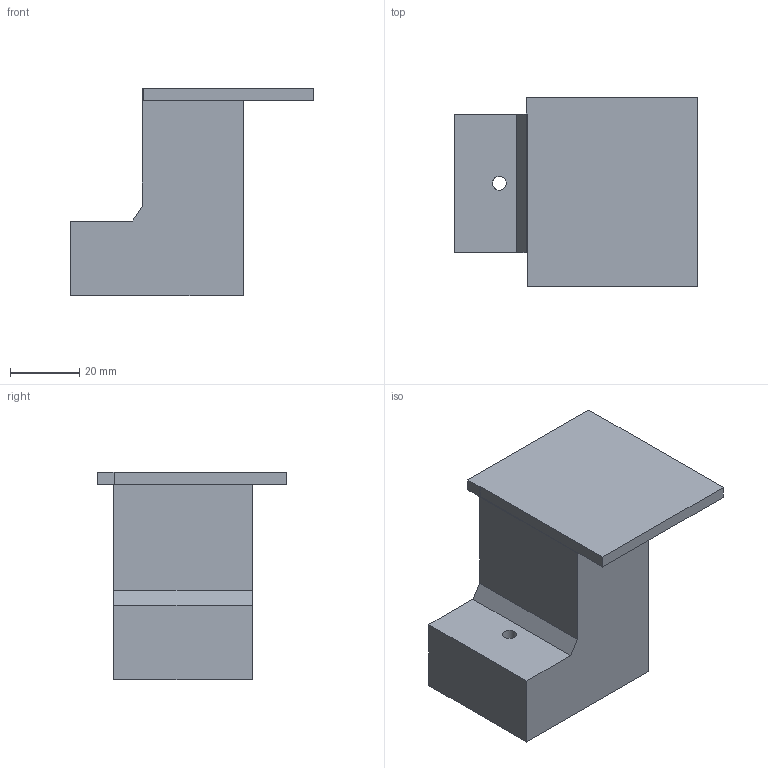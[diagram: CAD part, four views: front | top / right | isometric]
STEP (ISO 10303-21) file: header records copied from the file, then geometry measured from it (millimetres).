
FILE_DESCRIPTION(/* description */ (''),/* implementation_level */ '2;1');
FILE_NAME(/* name */ 'HOPPER FINAL v1.step',/* time_stamp */ '2025-07-07T14:30:02-04:00',/* author */ (''),/* organization */ (''),/* preprocessor_version */ 'ST-DEVELOPER v20.1',/* originating_system */ 'Autodesk Translation Framework v14.10.0.0',/* authorisation */ '');
FILE_SCHEMA (('AUTOMOTIVE_DESIGN { 1 0 10303 214 3 1 1 }'));
Length unit declared in the file: millimetre
Products named in the file (1): HOPPER FINAL
Bounding box: 70.34 x 54.9 x 60 mm (x, y, z)
Volume: 85558.5 mm3; surface area: 17576.6 mm2
Topology: 1 solids, 1 shells, 33 faces, 82 edges, 51 vertices
Faces by surface type: plane 21, cylinder 8, sphere 2, torus 2
Full cylindrical faces by diameter (mm): 4 x1
Entity records: 1025 total; most frequent: CARTESIAN_POINT 199, ORIENTED_EDGE 164, DIRECTION 162, EDGE_CURVE 82, LINE 62, VECTOR 62, VERTEX_POINT 51, AXIS2_PLACEMENT_3D 50
